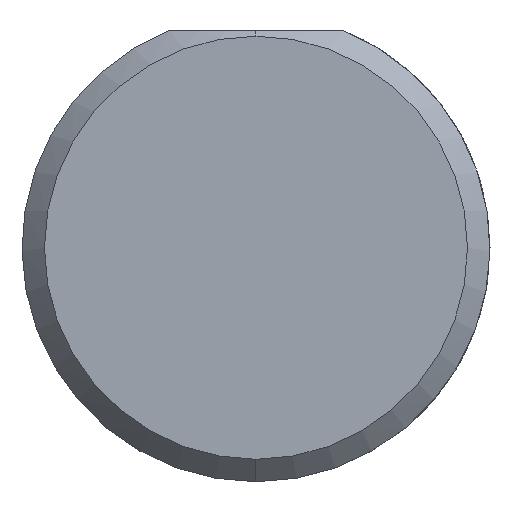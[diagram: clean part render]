
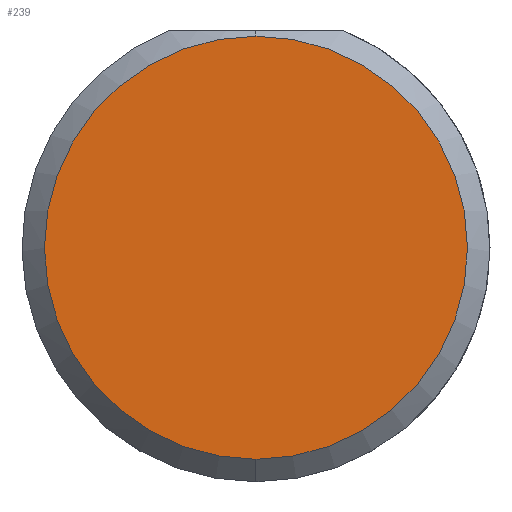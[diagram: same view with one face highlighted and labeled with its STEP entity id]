
A CAD part, left-side view. The second image highlights one B-rep face of the part: STEP entity #239.
In plain terms, the highlighted planar face has unit normal (-1, 0, 0).
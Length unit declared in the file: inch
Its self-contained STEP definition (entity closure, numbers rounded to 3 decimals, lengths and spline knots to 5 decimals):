
#70 = CARTESIAN_POINT ( 'NONE',  ( 0., 0., 0.1411 ) ) ;
#78 = DIRECTION ( 'NONE',  ( 0., 0., -1. ) ) ;
#156 = AXIS2_PLACEMENT_3D ( 'NONE', #448, #272, #335 ) ;
#179 = PLANE ( 'NONE',  #567 ) ;
#191 = VERTEX_POINT ( 'NONE', #70 ) ;
#208 = EDGE_LOOP ( 'NONE', ( #530, #657 ) ) ;
#223 = CIRCLE ( 'NONE', #510, 0.1411 ) ;
#239 = ADVANCED_FACE ( 'NONE', ( #362 ), #179, .F. ) ;
#243 = DIRECTION ( 'NONE',  ( 1., 0., 0. ) ) ;
#272 = DIRECTION ( 'NONE',  ( -1., 0., 0. ) ) ;
#335 = DIRECTION ( 'NONE',  ( 0., 0., 1. ) ) ;
#362 = FACE_OUTER_BOUND ( 'NONE', #208, .T. ) ;
#399 = DIRECTION ( 'NONE',  ( 0., 0., 1. ) ) ;
#448 = CARTESIAN_POINT ( 'NONE',  ( 0., 0., 0. ) ) ;
#455 = CARTESIAN_POINT ( 'NONE',  ( 0., 0., 0. ) ) ;
#485 = EDGE_CURVE ( 'NONE', #191, #585, #534, .T. ) ;
#510 = AXIS2_PLACEMENT_3D ( 'NONE', #626, #583, #399 ) ;
#530 = ORIENTED_EDGE ( 'NONE', *, *, #610, .T. ) ;
#534 = CIRCLE ( 'NONE', #156, 0.1411 ) ;
#567 = AXIS2_PLACEMENT_3D ( 'NONE', #455, #243, #78 ) ;
#583 = DIRECTION ( 'NONE',  ( -1., 0., 0. ) ) ;
#585 = VERTEX_POINT ( 'NONE', #612 ) ;
#610 = EDGE_CURVE ( 'NONE', #585, #191, #223, .T. ) ;
#612 = CARTESIAN_POINT ( 'NONE',  ( 0., 0., -0.1411 ) ) ;
#626 = CARTESIAN_POINT ( 'NONE',  ( 0., 0., 0. ) ) ;
#657 = ORIENTED_EDGE ( 'NONE', *, *, #485, .T. ) ;
